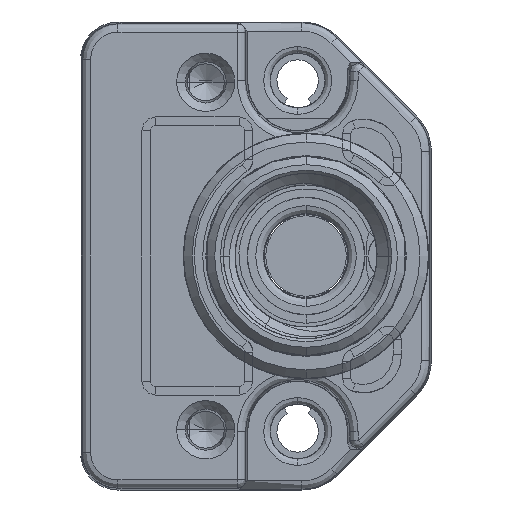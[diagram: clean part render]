
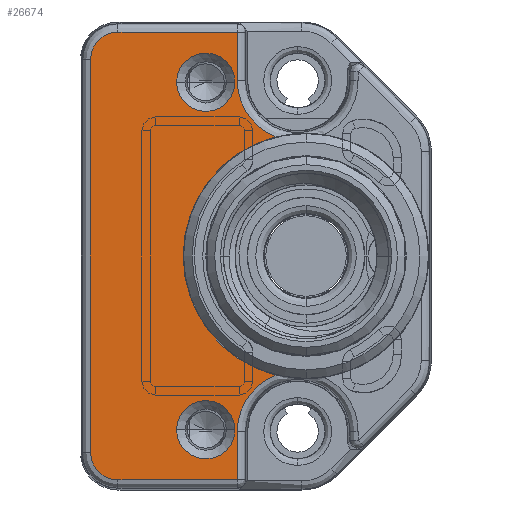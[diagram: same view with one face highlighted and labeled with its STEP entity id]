
A CAD part, left-side view. The second image highlights one B-rep face of the part: STEP entity #26674.
In plain terms, the highlighted planar face has unit normal (-1, 0, 0).
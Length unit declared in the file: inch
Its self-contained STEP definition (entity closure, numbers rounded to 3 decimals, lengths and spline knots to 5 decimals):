
#4291=DIRECTION('',(0.,0.,1.));
#4292=VECTOR('',#4291,0.11399);
#4293=CARTESIAN_POINT('',(-0.49213,0.45723,
-0.52737));
#4294=LINE('',#4293,#4292);
#4295=DIRECTION('',(0.,-1.,0.));
#4296=VECTOR('',#4295,0.28096);
#4297=CARTESIAN_POINT('',(-0.49213,0.73819,
-0.52737));
#4298=LINE('',#4297,#4296);
#4299=CARTESIAN_POINT('',(-0.49213,0.73819,
-0.4626));
#4300=DIRECTION('',(-1.,0.,0.));
#4301=DIRECTION('',(0.,1.,0.));
#4302=AXIS2_PLACEMENT_3D('',#4299,#4300,#4301);
#4304=DIRECTION('',(0.,0.,-1.));
#4305=VECTOR('',#4304,0.9252);
#4306=CARTESIAN_POINT('',(-0.49213,0.80296,
0.4626));
#4307=LINE('',#4306,#4305);
#4308=CARTESIAN_POINT('',(-0.49213,0.73819,
0.4626));
#4309=DIRECTION('',(-1.,0.,0.));
#4310=DIRECTION('',(0.,0.,1.));
#4311=AXIS2_PLACEMENT_3D('',#4308,#4309,#4310);
#4313=DIRECTION('',(0.,1.,0.));
#4314=VECTOR('',#4313,0.28096);
#4315=CARTESIAN_POINT('',(-0.49213,0.45723,
0.52737));
#4316=LINE('',#4315,#4314);
#4317=DIRECTION('',(0.,0.,1.));
#4318=VECTOR('',#4317,0.11399);
#4319=CARTESIAN_POINT('',(-0.49213,0.45723,
0.41339));
#4320=LINE('',#4319,#4318);
#4321=CARTESIAN_POINT('',(-0.49213,0.31496,
0.41339));
#4322=DIRECTION('',(1.,0.,0.));
#4323=DIRECTION('',(0.,0.359,-0.933));
#4324=AXIS2_PLACEMENT_3D('',#4321,#4322,#4323);
#4326=CARTESIAN_POINT('',(-0.49213,0.29528,0.));
#4327=DIRECTION('',(-1.,0.,0.));
#4328=DIRECTION('',(0.,0.244,0.97));
#4329=AXIS2_PLACEMENT_3D('',#4326,#4327,#4328);
#4331=CARTESIAN_POINT('',(-0.49213,0.31496,
-0.41339));
#4332=DIRECTION('',(1.,0.,0.));
#4333=DIRECTION('',(0.,1.,0.));
#4334=AXIS2_PLACEMENT_3D('',#4331,#4332,#4333);
#4336=CARTESIAN_POINT('',(-0.49213,0.5315,
-0.40915));
#4337=DIRECTION('',(1.,0.,0.));
#4338=DIRECTION('',(0.,-1.,0.));
#4339=AXIS2_PLACEMENT_3D('',#4336,#4337,#4338);
#4341=CARTESIAN_POINT('',(-0.49213,0.5315,
-0.40915));
#4342=DIRECTION('',(1.,0.,0.));
#4343=DIRECTION('',(0.,1.,0.));
#4344=AXIS2_PLACEMENT_3D('',#4341,#4342,#4343);
#4346=CARTESIAN_POINT('',(-0.49213,0.5315,
0.40915));
#4347=DIRECTION('',(1.,0.,0.));
#4348=DIRECTION('',(0.,-1.,0.));
#4349=AXIS2_PLACEMENT_3D('',#4346,#4347,#4348);
#4351=CARTESIAN_POINT('',(-0.49213,0.5315,
0.40915));
#4352=DIRECTION('',(1.,0.,0.));
#4353=DIRECTION('',(0.,1.,0.));
#4354=AXIS2_PLACEMENT_3D('',#4351,#4352,#4353);
#18875=CARTESIAN_POINT('',(-0.49213,0.80296,
-0.4626));
#18876=CARTESIAN_POINT('',(-0.49213,0.73819,
-0.52737));
#18877=VERTEX_POINT('',#18875);
#18878=VERTEX_POINT('',#18876);
#18883=CARTESIAN_POINT('',(-0.49213,0.80296,
0.4626));
#18884=VERTEX_POINT('',#18883);
#18887=CARTESIAN_POINT('',(-0.49213,0.73819,
0.52737));
#18888=VERTEX_POINT('',#18887);
#18915=CARTESIAN_POINT('',(-0.49213,0.45723,
-0.52737));
#18916=CARTESIAN_POINT('',(-0.49213,0.45723,
-0.41339));
#18917=VERTEX_POINT('',#18915);
#18918=VERTEX_POINT('',#18916);
#18940=CARTESIAN_POINT('',(-0.49213,0.366,
-0.28059));
#18941=VERTEX_POINT('',#18940);
#18956=CARTESIAN_POINT('',(-0.49213,0.45723,
0.41339));
#18957=CARTESIAN_POINT('',(-0.49213,0.45723,
0.52737));
#18958=VERTEX_POINT('',#18956);
#18959=VERTEX_POINT('',#18957);
#18980=CARTESIAN_POINT('',(-0.49213,0.366,
0.28059));
#18981=VERTEX_POINT('',#18980);
#19024=CARTESIAN_POINT('',(-0.49213,0.4626,
-0.40915));
#19025=CARTESIAN_POINT('',(-0.49213,0.60039,
-0.40915));
#19026=VERTEX_POINT('',#19024);
#19027=VERTEX_POINT('',#19025);
#19032=CARTESIAN_POINT('',(-0.49213,0.4626,
0.40915));
#19033=CARTESIAN_POINT('',(-0.49213,0.60039,
0.40915));
#19034=VERTEX_POINT('',#19032);
#19035=VERTEX_POINT('',#19033);
#26637=CARTESIAN_POINT('',(-0.49213,0.,0.));
#26638=DIRECTION('',(-1.,0.,0.));
#26639=DIRECTION('',(0.,0.,1.));
#26640=AXIS2_PLACEMENT_3D('',#26637,#26638,#26639);
#26641=PLANE('',#26640);
#26642=ORIENTED_EDGE('',*,*,#26627,.F.);
#26643=ORIENTED_EDGE('',*,*,#26604,.F.);
#26645=ORIENTED_EDGE('',*,*,#26644,.F.);
#26647=ORIENTED_EDGE('',*,*,#26646,.F.);
#26649=ORIENTED_EDGE('',*,*,#26648,.F.);
#26651=ORIENTED_EDGE('',*,*,#26650,.F.);
#26653=ORIENTED_EDGE('',*,*,#26652,.F.);
#26655=ORIENTED_EDGE('',*,*,#26654,.F.);
#26657=ORIENTED_EDGE('',*,*,#26656,.T.);
#26659=ORIENTED_EDGE('',*,*,#26658,.F.);
#26660=EDGE_LOOP('',(#26642,#26643,#26645,#26647,#26649,#26651,#26653,#26655,
#26657,#26659));
#26661=FACE_OUTER_BOUND('',#26660,.F.);
#26663=ORIENTED_EDGE('',*,*,#26662,.F.);
#26665=ORIENTED_EDGE('',*,*,#26664,.F.);
#26666=EDGE_LOOP('',(#26663,#26665));
#26667=FACE_BOUND('',#26666,.F.);
#26669=ORIENTED_EDGE('',*,*,#26668,.F.);
#26671=ORIENTED_EDGE('',*,*,#26670,.F.);
#26672=EDGE_LOOP('',(#26669,#26671));
#26673=FACE_BOUND('',#26672,.F.);
#26674=ADVANCED_FACE('',(#26661,#26667,#26673),#26641,.T.);
#4303=CIRCLE('',#4302,0.06477);
#4312=CIRCLE('',#4311,0.06477);
#4325=CIRCLE('',#4324,0.14227);
#4330=CIRCLE('',#4329,0.28937);
#4335=CIRCLE('',#4334,0.14227);
#4340=CIRCLE('',#4339,0.0689);
#4345=CIRCLE('',#4344,0.0689);
#4350=CIRCLE('',#4349,0.0689);
#4355=CIRCLE('',#4354,0.0689);
#26604=EDGE_CURVE('',#18878,#18917,#4298,.T.);
#26627=EDGE_CURVE('',#18917,#18918,#4294,.T.);
#26644=EDGE_CURVE('',#18877,#18878,#4303,.T.);
#26646=EDGE_CURVE('',#18884,#18877,#4307,.T.);
#26648=EDGE_CURVE('',#18888,#18884,#4312,.T.);
#26650=EDGE_CURVE('',#18959,#18888,#4316,.T.);
#26652=EDGE_CURVE('',#18958,#18959,#4320,.T.);
#26654=EDGE_CURVE('',#18981,#18958,#4325,.T.);
#26656=EDGE_CURVE('',#18981,#18941,#4330,.T.);
#26658=EDGE_CURVE('',#18918,#18941,#4335,.T.);
#26662=EDGE_CURVE('',#19026,#19027,#4340,.T.);
#26664=EDGE_CURVE('',#19027,#19026,#4345,.T.);
#26668=EDGE_CURVE('',#19034,#19035,#4350,.T.);
#26670=EDGE_CURVE('',#19035,#19034,#4355,.T.);
